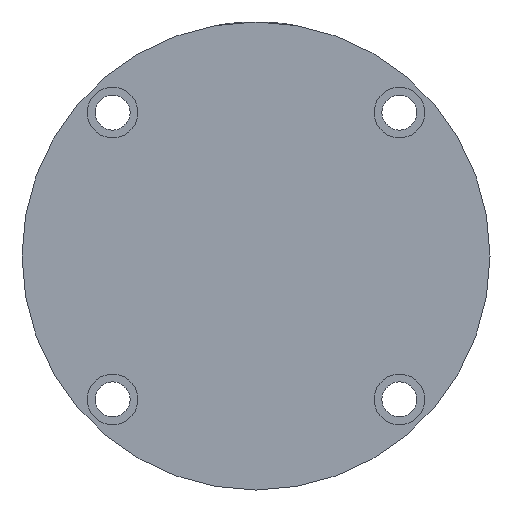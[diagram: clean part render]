
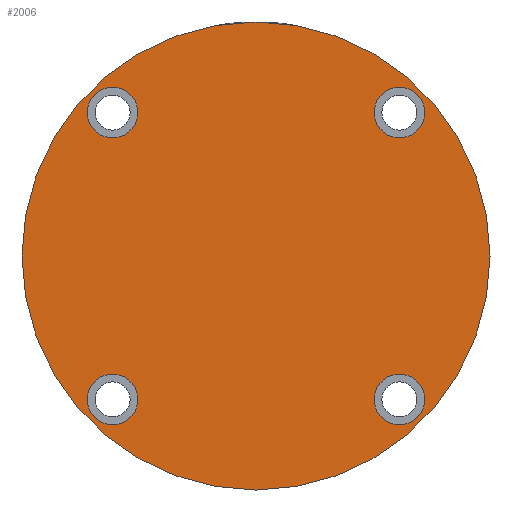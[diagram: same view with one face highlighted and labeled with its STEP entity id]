
A CAD part, left-side view. The second image highlights one B-rep face of the part: STEP entity #2006.
In plain terms, the highlighted face is planar.
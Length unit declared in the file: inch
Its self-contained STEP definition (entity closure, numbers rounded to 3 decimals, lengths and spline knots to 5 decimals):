
#65 = AXIS2_PLACEMENT_3D ( 'NONE', #1016, #3548, #1390 ) ;
#242 = CIRCLE ( 'NONE', #1900, 1.875 ) ;
#348 = DIRECTION ( 'NONE',  ( 0., 0., 1. ) ) ;
#389 = CARTESIAN_POINT ( 'NONE',  ( 1.14905, 0.66, 1.14905 ) ) ;
#391 = FACE_BOUND ( 'NONE', #2056, .T. ) ;
#393 = CARTESIAN_POINT ( 'NONE',  ( 0., 0.66, 0. ) ) ;
#409 = VERTEX_POINT ( 'NONE', #1769 ) ;
#418 = EDGE_CURVE ( 'NONE', #2305, #974, #1905, .T. ) ;
#527 = CIRCLE ( 'NONE', #65, 0.203 ) ;
#535 = AXIS2_PLACEMENT_3D ( 'NONE', #810, #3343, #1183 ) ;
#542 = AXIS2_PLACEMENT_3D ( 'NONE', #3924, #1753, #4260 ) ;
#551 = ORIENTED_EDGE ( 'NONE', *, *, #418, .F. ) ;
#555 = VERTEX_POINT ( 'NONE', #2622 ) ;
#589 = AXIS2_PLACEMENT_3D ( 'NONE', #393, #1111, #3643 ) ;
#682 = CARTESIAN_POINT ( 'NONE',  ( 1.14905, 0.66, -1.35205 ) ) ;
#735 = DIRECTION ( 'NONE',  ( 0., 0., 1. ) ) ;
#778 = DIRECTION ( 'NONE',  ( 0., 1., 0. ) ) ;
#810 = CARTESIAN_POINT ( 'NONE',  ( -1.14905, 0.66, -1.14905 ) ) ;
#856 = DIRECTION ( 'NONE',  ( 0., 1., 0. ) ) ;
#866 = AXIS2_PLACEMENT_3D ( 'NONE', #1423, #3945, #1780 ) ;
#933 = VERTEX_POINT ( 'NONE', #3118 ) ;
#949 = AXIS2_PLACEMENT_3D ( 'NONE', #3023, #856, #3386 ) ;
#974 = VERTEX_POINT ( 'NONE', #3132 ) ;
#1016 = CARTESIAN_POINT ( 'NONE',  ( 1.14905, 0.66, -1.14905 ) ) ;
#1032 = VERTEX_POINT ( 'NONE', #2838 ) ;
#1037 = EDGE_CURVE ( 'NONE', #555, #1032, #2076, .T. ) ;
#1070 = EDGE_CURVE ( 'NONE', #3175, #409, #3999, .T. ) ;
#1111 = DIRECTION ( 'NONE',  ( 0., -1., 0. ) ) ;
#1183 = DIRECTION ( 'NONE',  ( 0., 0., 1. ) ) ;
#1243 = FACE_OUTER_BOUND ( 'NONE', #1498, .T. ) ;
#1355 = AXIS2_PLACEMENT_3D ( 'NONE', #2078, #2803, #348 ) ;
#1372 = CIRCLE ( 'NONE', #2799, 0.203 ) ;
#1390 = DIRECTION ( 'NONE',  ( 0., 0., 1. ) ) ;
#1423 = CARTESIAN_POINT ( 'NONE',  ( -1.14905, 0.66, 1.14905 ) ) ;
#1424 = DIRECTION ( 'NONE',  ( 0., 1., 0. ) ) ;
#1498 = EDGE_LOOP ( 'NONE', ( #3651, #3765 ) ) ;
#1536 = AXIS2_PLACEMENT_3D ( 'NONE', #1762, #4264, #2136 ) ;
#1625 = ORIENTED_EDGE ( 'NONE', *, *, #2806, .F. ) ;
#1629 = ORIENTED_EDGE ( 'NONE', *, *, #3150, .F. ) ;
#1631 = EDGE_CURVE ( 'NONE', #2115, #933, #4589, .T. ) ;
#1753 = DIRECTION ( 'NONE',  ( 0., 1., 0. ) ) ;
#1762 = CARTESIAN_POINT ( 'NONE',  ( 1.14905, 0.66, 1.14905 ) ) ;
#1769 = CARTESIAN_POINT ( 'NONE',  ( 0., 0.66, -1.875 ) ) ;
#1772 = CARTESIAN_POINT ( 'NONE',  ( 0., 0.66, 1.875 ) ) ;
#1780 = DIRECTION ( 'NONE',  ( 0., 0., 1. ) ) ;
#1900 = AXIS2_PLACEMENT_3D ( 'NONE', #2941, #778, #3311 ) ;
#1905 = CIRCLE ( 'NONE', #1355, 0.203 ) ;
#1949 = ORIENTED_EDGE ( 'NONE', *, *, #1631, .F. ) ;
#2004 = AXIS2_PLACEMENT_3D ( 'NONE', #3582, #1424, #3946 ) ;
#2006 = ADVANCED_FACE ( 'PLANAR_0', ( #391, #3158, #4204, #2200, #1243 ), #3278, .F. ) ;
#2056 = EDGE_LOOP ( 'NONE', ( #1629, #1949 ) ) ;
#2076 = CIRCLE ( 'NONE', #1536, 0.203 ) ;
#2078 = CARTESIAN_POINT ( 'NONE',  ( 1.14905, 0.66, -1.14905 ) ) ;
#2115 = VERTEX_POINT ( 'NONE', #3941 ) ;
#2136 = DIRECTION ( 'NONE',  ( 0., 0., 1. ) ) ;
#2200 = FACE_BOUND ( 'NONE', #4237, .T. ) ;
#2305 = VERTEX_POINT ( 'NONE', #682 ) ;
#2622 = CARTESIAN_POINT ( 'NONE',  ( 1.14905, 0.66, 0.94605 ) ) ;
#2686 = EDGE_CURVE ( 'NONE', #4113, #3271, #2773, .T. ) ;
#2773 = CIRCLE ( 'NONE', #949, 0.203 ) ;
#2791 = EDGE_LOOP ( 'NONE', ( #4348, #3423 ) ) ;
#2795 = CARTESIAN_POINT ( 'NONE',  ( -1.14905, 0.66, 0.94605 ) ) ;
#2799 = AXIS2_PLACEMENT_3D ( 'NONE', #389, #2899, #735 ) ;
#2803 = DIRECTION ( 'NONE',  ( 0., 1., 0. ) ) ;
#2806 = EDGE_CURVE ( 'NONE', #3271, #4113, #4576, .T. ) ;
#2838 = CARTESIAN_POINT ( 'NONE',  ( 1.14905, 0.66, 1.35205 ) ) ;
#2868 = EDGE_CURVE ( 'NONE', #1032, #555, #1372, .T. ) ;
#2899 = DIRECTION ( 'NONE',  ( 0., 1., 0. ) ) ;
#2933 = ORIENTED_EDGE ( 'NONE', *, *, #3119, .F. ) ;
#2941 = CARTESIAN_POINT ( 'NONE',  ( 0., 0.66, 0. ) ) ;
#3023 = CARTESIAN_POINT ( 'NONE',  ( -1.14905, 0.66, 1.14905 ) ) ;
#3118 = CARTESIAN_POINT ( 'NONE',  ( -1.14905, 0.66, -0.94605 ) ) ;
#3119 = EDGE_CURVE ( 'NONE', #974, #2305, #527, .T. ) ;
#3132 = CARTESIAN_POINT ( 'NONE',  ( 1.14905, 0.66, -0.94605 ) ) ;
#3150 = EDGE_CURVE ( 'NONE', #933, #2115, #4434, .T. ) ;
#3158 = FACE_BOUND ( 'NONE', #3642, .T. ) ;
#3175 = VERTEX_POINT ( 'NONE', #1772 ) ;
#3271 = VERTEX_POINT ( 'NONE', #4579 ) ;
#3278 = PLANE ( 'NONE',  #589 ) ;
#3311 = DIRECTION ( 'NONE',  ( 0., 0., 1. ) ) ;
#3343 = DIRECTION ( 'NONE',  ( 0., 1., 0. ) ) ;
#3386 = DIRECTION ( 'NONE',  ( 0., 0., 1. ) ) ;
#3387 = EDGE_CURVE ( 'NONE', #409, #3175, #242, .T. ) ;
#3423 = ORIENTED_EDGE ( 'NONE', *, *, #1037, .F. ) ;
#3535 = ORIENTED_EDGE ( 'NONE', *, *, #2686, .F. ) ;
#3548 = DIRECTION ( 'NONE',  ( 0., 1., 0. ) ) ;
#3582 = CARTESIAN_POINT ( 'NONE',  ( 0., 0.66, 0. ) ) ;
#3642 = EDGE_LOOP ( 'NONE', ( #2933, #551 ) ) ;
#3643 = DIRECTION ( 'NONE',  ( 0., 0., -1. ) ) ;
#3651 = ORIENTED_EDGE ( 'NONE', *, *, #1070, .T. ) ;
#3765 = ORIENTED_EDGE ( 'NONE', *, *, #3387, .T. ) ;
#3924 = CARTESIAN_POINT ( 'NONE',  ( -1.14905, 0.66, -1.14905 ) ) ;
#3941 = CARTESIAN_POINT ( 'NONE',  ( -1.14905, 0.66, -1.35205 ) ) ;
#3945 = DIRECTION ( 'NONE',  ( 0., 1., 0. ) ) ;
#3946 = DIRECTION ( 'NONE',  ( 0., 0., 1. ) ) ;
#3999 = CIRCLE ( 'NONE', #2004, 1.875 ) ;
#4113 = VERTEX_POINT ( 'NONE', #2795 ) ;
#4204 = FACE_BOUND ( 'NONE', #2791, .T. ) ;
#4237 = EDGE_LOOP ( 'NONE', ( #1625, #3535 ) ) ;
#4260 = DIRECTION ( 'NONE',  ( 0., 0., 1. ) ) ;
#4264 = DIRECTION ( 'NONE',  ( 0., 1., 0. ) ) ;
#4348 = ORIENTED_EDGE ( 'NONE', *, *, #2868, .F. ) ;
#4434 = CIRCLE ( 'NONE', #542, 0.203 ) ;
#4576 = CIRCLE ( 'NONE', #866, 0.203 ) ;
#4579 = CARTESIAN_POINT ( 'NONE',  ( -1.14905, 0.66, 1.35205 ) ) ;
#4589 = CIRCLE ( 'NONE', #535, 0.203 ) ;
